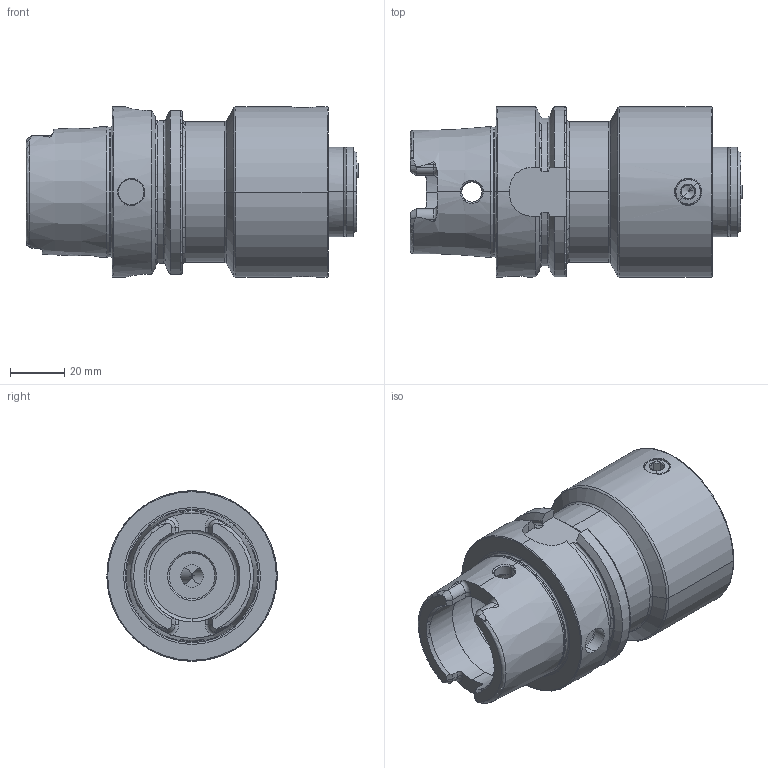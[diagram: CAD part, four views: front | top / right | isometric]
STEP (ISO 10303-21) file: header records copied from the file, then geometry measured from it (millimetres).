
FILE_DESCRIPTION (( 'STEP AP214' ), '1' );
FILE_NAME ('HA6.HA6.K01.080.STEP', '2020-09-11T07:25:28', ( '' ), ( '' ), 'SwSTEP 2.0', 'SolidWorks 2017', '' );
FILE_SCHEMA (( 'AUTOMOTIVE_DESIGN' ));
Length unit declared in the file: millimetre
Products named in the file (11): HA6-HA6.K01.080_C_Fertigbearbeitung; DIN 3771 - 17x2; HA6.HA6.K01.080; ISO 13337 - 5 x 14_ISO 13337 - 5 x 14; Stift6; Spindel6; HA6-ER1.001.000; HA6-ER2.001.007; Backe6; Dichtung6; Grundkörper1
Assembly tree (12 placements, depth 3):
  HA6.HA6.K01.080
    HA6-HA6.K01.080_C_Fertigbearbeitung
    HA6-ER1.001.000
      Grundkörper1
      Dichtung6
      Backe6  x2
      Spindel6
      Stift6
      DIN 3771 - 17x2
    ISO 13337 - 5 x 14_ISO 13337 - 5 x 14
    HA6-ER2.001.007  x2
Bounding box: 122.85 x 63 x 63 mm (x, y, z)
Volume: 202719.4 mm3; surface area: 61686.8 mm2
Topology: 11 solids, 11 shells, 486 faces, 1204 edges, 748 vertices
Faces by surface type: plane 163, cylinder 151, cone 93, torus 63, bspline 16
Entity records: 16934 total; most frequent: CARTESIAN_POINT 4753, DIRECTION 2254, ORIENTED_EDGE 2208, EDGE_CURVE 1104, AXIS2_PLACEMENT_3D 915, VERTEX_POINT 693, EDGE_LOOP 481, CIRCLE 473
